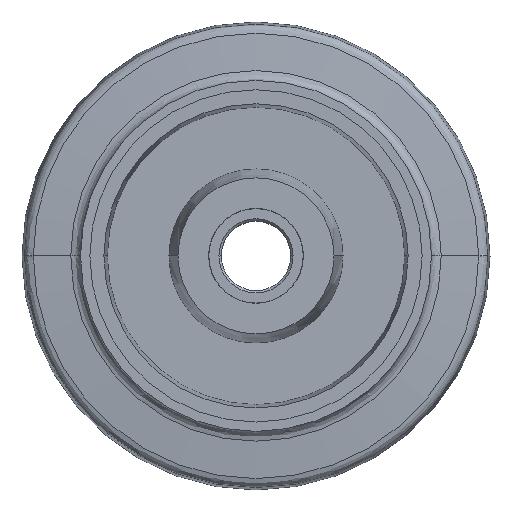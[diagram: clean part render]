
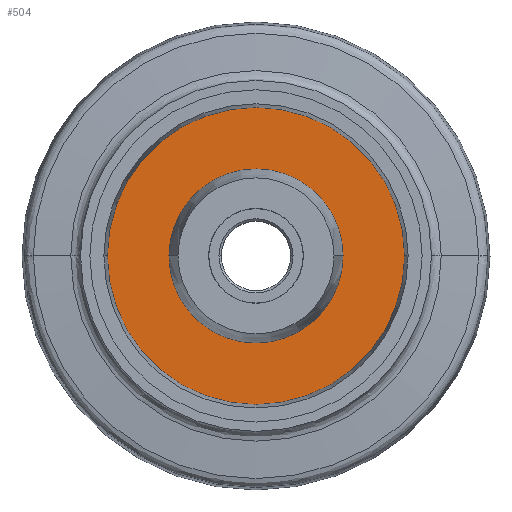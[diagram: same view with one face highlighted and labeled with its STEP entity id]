
A CAD part, top view. The second image highlights one B-rep face of the part: STEP entity #504.
In plain terms, the highlighted planar face has unit normal (0, 0, 1).
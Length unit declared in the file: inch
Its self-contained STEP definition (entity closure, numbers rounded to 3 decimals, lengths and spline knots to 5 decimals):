
#17 = CIRCLE ( 'NONE', #3439, 0.55786 ) ;
#114 = VERTEX_POINT ( 'NONE', #2389 ) ;
#129 = AXIS2_PLACEMENT_3D ( 'NONE', #680, #1301, #2234 ) ;
#142 = AXIS2_PLACEMENT_3D ( 'NONE', #2920, #1808, #2968 ) ;
#194 = ORIENTED_EDGE ( 'NONE', *, *, #2960, .F. ) ;
#250 = DIRECTION ( 'NONE',  ( 0., 0., -1. ) ) ;
#265 = EDGE_LOOP ( 'NONE', ( #1688, #412 ) ) ;
#302 = ORIENTED_EDGE ( 'NONE', *, *, #507, .F. ) ;
#412 = ORIENTED_EDGE ( 'NONE', *, *, #1926, .F. ) ;
#459 = VERTEX_POINT ( 'NONE', #3238 ) ;
#504 = ADVANCED_FACE ( 'NONE', ( #2668, #2735 ), #1780, .F. ) ;
#507 = EDGE_CURVE ( 'NONE', #459, #3030, #2457, .T. ) ;
#680 = CARTESIAN_POINT ( 'NONE',  ( 0., 0.55786, 0.1875 ) ) ;
#782 = DIRECTION ( 'NONE',  ( -1., 0., 0. ) ) ;
#993 = AXIS2_PLACEMENT_3D ( 'NONE', #1969, #3073, #3649 ) ;
#1001 = EDGE_CURVE ( 'NONE', #114, #1392, #17, .T. ) ;
#1301 = DIRECTION ( 'NONE',  ( 0., 0., -1. ) ) ;
#1318 = AXIS2_PLACEMENT_3D ( 'NONE', #2316, #250, #2858 ) ;
#1392 = VERTEX_POINT ( 'NONE', #3032 ) ;
#1499 = CARTESIAN_POINT ( 'NONE',  ( 0.95313, 0., 0.1875 ) ) ;
#1610 = CARTESIAN_POINT ( 'NONE',  ( 0., 0., 0.1875 ) ) ;
#1635 = DIRECTION ( 'NONE',  ( 0., 0., 1. ) ) ;
#1688 = ORIENTED_EDGE ( 'NONE', *, *, #1001, .F. ) ;
#1780 = PLANE ( 'NONE',  #129 ) ;
#1808 = DIRECTION ( 'NONE',  ( 0., 0., 1. ) ) ;
#1926 = EDGE_CURVE ( 'NONE', #1392, #114, #2239, .T. ) ;
#1969 = CARTESIAN_POINT ( 'NONE',  ( 0., 0., 0.1875 ) ) ;
#2234 = DIRECTION ( 'NONE',  ( -1., 0., 0. ) ) ;
#2239 = CIRCLE ( 'NONE', #142, 0.55786 ) ;
#2316 = CARTESIAN_POINT ( 'NONE',  ( 0., 0., 0.1875 ) ) ;
#2389 = CARTESIAN_POINT ( 'NONE',  ( -0.55786, 0., 0.1875 ) ) ;
#2457 = CIRCLE ( 'NONE', #993, 0.95313 ) ;
#2497 = EDGE_LOOP ( 'NONE', ( #194, #302 ) ) ;
#2668 = FACE_BOUND ( 'NONE', #265, .T. ) ;
#2718 = CIRCLE ( 'NONE', #1318, 0.95313 ) ;
#2735 = FACE_OUTER_BOUND ( 'NONE', #2497, .T. ) ;
#2858 = DIRECTION ( 'NONE',  ( 1., 0., 0. ) ) ;
#2920 = CARTESIAN_POINT ( 'NONE',  ( 0., 0., 0.1875 ) ) ;
#2960 = EDGE_CURVE ( 'NONE', #3030, #459, #2718, .T. ) ;
#2968 = DIRECTION ( 'NONE',  ( -1., 0., 0. ) ) ;
#3030 = VERTEX_POINT ( 'NONE', #1499 ) ;
#3032 = CARTESIAN_POINT ( 'NONE',  ( 0.55786, 0., 0.1875 ) ) ;
#3073 = DIRECTION ( 'NONE',  ( 0., 0., -1. ) ) ;
#3238 = CARTESIAN_POINT ( 'NONE',  ( -0.95313, 0., 0.1875 ) ) ;
#3439 = AXIS2_PLACEMENT_3D ( 'NONE', #1610, #1635, #782 ) ;
#3649 = DIRECTION ( 'NONE',  ( 1., 0., 0. ) ) ;
